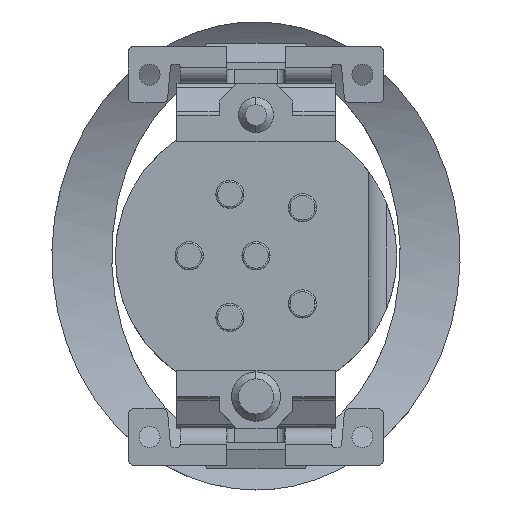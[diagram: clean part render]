
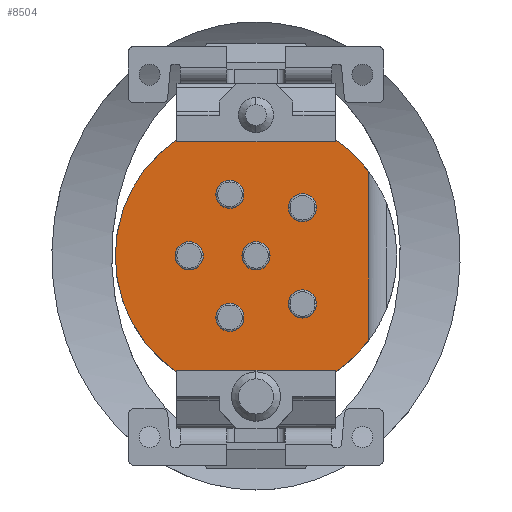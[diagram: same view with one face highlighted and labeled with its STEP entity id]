
A CAD part, top view. The second image highlights one B-rep face of the part: STEP entity #8504.
In plain terms, the highlighted planar face has unit normal (0, 0, 1).
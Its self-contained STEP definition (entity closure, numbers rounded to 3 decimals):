
#22=DIRECTION('',(0.,1.,0.));
#23=VECTOR('',#22,4.8);
#24=CARTESIAN_POINT('',(3.2,-2.4,-1.));
#25=LINE('',#24,#23);
#26=DIRECTION('',(0.,1.,0.));
#27=VECTOR('',#26,0.057);
#28=CARTESIAN_POINT('',(2.25,-3.307,-1.));
#29=LINE('',#28,#27);
#30=DIRECTION('',(-1.,0.,0.));
#31=VECTOR('',#30,4.5);
#32=CARTESIAN_POINT('',(2.25,-3.25,-1.));
#33=LINE('',#32,#31);
#34=DIRECTION('',(0.,1.,0.));
#35=VECTOR('',#34,0.057);
#36=CARTESIAN_POINT('',(-2.25,-3.307,-1.));
#37=LINE('',#36,#35);
#38=DIRECTION('',(0.,-1.,0.));
#39=VECTOR('',#38,0.057);
#40=CARTESIAN_POINT('',(-2.25,3.307,-1.));
#41=LINE('',#40,#39);
#42=DIRECTION('',(1.,0.,0.));
#43=VECTOR('',#42,4.5);
#44=CARTESIAN_POINT('',(-2.25,3.25,-1.));
#45=LINE('',#44,#43);
#46=DIRECTION('',(0.,-1.,0.));
#47=VECTOR('',#46,0.057);
#48=CARTESIAN_POINT('',(2.25,3.307,-1.));
#49=LINE('',#48,#47);
#50=CARTESIAN_POINT('',(1.32,1.367,-1.));
#51=DIRECTION('',(0.,0.,-1.));
#52=DIRECTION('',(1.,0.,0.));
#53=AXIS2_PLACEMENT_3D('',#50,#51,#52);
#55=CARTESIAN_POINT('',(1.32,1.367,-1.));
#56=DIRECTION('',(0.,0.,-1.));
#57=DIRECTION('',(-1.,0.,0.));
#58=AXIS2_PLACEMENT_3D('',#55,#56,#57);
#60=CARTESIAN_POINT('',(1.32,-1.367,-1.));
#61=DIRECTION('',(0.,0.,-1.));
#62=DIRECTION('',(1.,0.,0.));
#63=AXIS2_PLACEMENT_3D('',#60,#61,#62);
#65=CARTESIAN_POINT('',(1.32,-1.367,-1.));
#66=DIRECTION('',(0.,0.,-1.));
#67=DIRECTION('',(-1.,0.,0.));
#68=AXIS2_PLACEMENT_3D('',#65,#66,#67);
#70=CARTESIAN_POINT('',(-0.742,-1.749,-1.));
#71=DIRECTION('',(0.,0.,-1.));
#72=DIRECTION('',(1.,0.,0.));
#73=AXIS2_PLACEMENT_3D('',#70,#71,#72);
#75=CARTESIAN_POINT('',(-0.742,-1.749,-1.));
#76=DIRECTION('',(0.,0.,-1.));
#77=DIRECTION('',(-1.,0.,0.));
#78=AXIS2_PLACEMENT_3D('',#75,#76,#77);
#80=CARTESIAN_POINT('',(-1.9,0.,-1.));
#81=DIRECTION('',(0.,0.,-1.));
#82=DIRECTION('',(1.,0.,0.));
#83=AXIS2_PLACEMENT_3D('',#80,#81,#82);
#85=CARTESIAN_POINT('',(-1.9,0.,-1.));
#86=DIRECTION('',(0.,0.,-1.));
#87=DIRECTION('',(-1.,0.,0.));
#88=AXIS2_PLACEMENT_3D('',#85,#86,#87);
#90=CARTESIAN_POINT('',(-0.742,1.749,-1.));
#91=DIRECTION('',(0.,0.,-1.));
#92=DIRECTION('',(1.,0.,0.));
#93=AXIS2_PLACEMENT_3D('',#90,#91,#92);
#95=CARTESIAN_POINT('',(-0.742,1.749,-1.));
#96=DIRECTION('',(0.,0.,-1.));
#97=DIRECTION('',(-1.,0.,0.));
#98=AXIS2_PLACEMENT_3D('',#95,#96,#97);
#100=CARTESIAN_POINT('',(0.,0.,-1.));
#101=DIRECTION('',(0.,0.,-1.));
#102=DIRECTION('',(1.,0.,0.));
#103=AXIS2_PLACEMENT_3D('',#100,#101,#102);
#105=CARTESIAN_POINT('',(0.,0.,-1.));
#106=DIRECTION('',(0.,0.,-1.));
#107=DIRECTION('',(-1.,0.,0.));
#108=AXIS2_PLACEMENT_3D('',#105,#106,#107);
#141=CARTESIAN_POINT('',(0.,0.,-1.));
#142=DIRECTION('',(0.,0.,1.));
#143=DIRECTION('',(0.563,-0.827,0.));
#144=AXIS2_PLACEMENT_3D('',#141,#142,#143);
#188=CARTESIAN_POINT('',(0.,0.,-1.));
#189=DIRECTION('',(0.,0.,1.));
#190=DIRECTION('',(0.8,0.6,0.));
#191=AXIS2_PLACEMENT_3D('',#188,#189,#190);
#501=CARTESIAN_POINT('',(0.,0.,-1.));
#502=DIRECTION('',(0.,0.,-1.));
#503=DIRECTION('',(-0.563,-0.827,0.));
#504=AXIS2_PLACEMENT_3D('',#501,#502,#503);
#6746=CARTESIAN_POINT('',(2.25,-3.25,-1.));
#6747=CARTESIAN_POINT('',(-2.25,-3.25,-1.));
#6748=VERTEX_POINT('',#6746);
#6749=VERTEX_POINT('',#6747);
#6750=CARTESIAN_POINT('',(-2.25,3.25,-1.));
#6751=CARTESIAN_POINT('',(2.25,3.25,-1.));
#6752=VERTEX_POINT('',#6750);
#6753=VERTEX_POINT('',#6751);
#6754=CARTESIAN_POINT('',(-2.25,-3.307,-1.));
#6755=VERTEX_POINT('',#6754);
#6756=CARTESIAN_POINT('',(2.25,-3.307,-1.));
#6757=VERTEX_POINT('',#6756);
#6758=CARTESIAN_POINT('',(2.25,3.307,-1.));
#6759=VERTEX_POINT('',#6758);
#6760=CARTESIAN_POINT('',(-2.25,3.307,-1.));
#6761=VERTEX_POINT('',#6760);
#6778=CARTESIAN_POINT('',(3.2,-2.4,-1.));
#6779=CARTESIAN_POINT('',(3.2,2.4,-1.));
#6780=VERTEX_POINT('',#6778);
#6781=VERTEX_POINT('',#6779);
#8337=CARTESIAN_POINT('',(1.67,1.367,-1.));
#8338=CARTESIAN_POINT('',(0.97,1.367,-1.));
#8339=VERTEX_POINT('',#8337);
#8340=VERTEX_POINT('',#8338);
#8357=CARTESIAN_POINT('',(1.67,-1.367,-1.));
#8358=CARTESIAN_POINT('',(0.97,-1.367,-1.));
#8359=VERTEX_POINT('',#8357);
#8360=VERTEX_POINT('',#8358);
#8377=CARTESIAN_POINT('',(-0.392,-1.749,-1.));
#8378=CARTESIAN_POINT('',(-1.092,-1.749,-1.));
#8379=VERTEX_POINT('',#8377);
#8380=VERTEX_POINT('',#8378);
#8397=CARTESIAN_POINT('',(-1.55,0.,-1.));
#8398=CARTESIAN_POINT('',(-2.25,0.,-1.));
#8399=VERTEX_POINT('',#8397);
#8400=VERTEX_POINT('',#8398);
#8417=CARTESIAN_POINT('',(-0.392,1.749,-1.));
#8418=CARTESIAN_POINT('',(-1.092,1.749,-1.));
#8419=VERTEX_POINT('',#8417);
#8420=VERTEX_POINT('',#8418);
#8437=CARTESIAN_POINT('',(0.35,0.,-1.));
#8438=CARTESIAN_POINT('',(-0.35,0.,-1.));
#8439=VERTEX_POINT('',#8437);
#8440=VERTEX_POINT('',#8438);
#8441=CARTESIAN_POINT('',(0.,0.,-1.));
#8442=DIRECTION('',(0.,0.,1.));
#8443=DIRECTION('',(0.,1.,0.));
#8444=AXIS2_PLACEMENT_3D('',#8441,#8442,#8443);
#8445=PLANE('',#8444);
#8447=ORIENTED_EDGE('',*,*,#8446,.F.);
#8449=ORIENTED_EDGE('',*,*,#8448,.F.);
#8451=ORIENTED_EDGE('',*,*,#8450,.T.);
#8453=ORIENTED_EDGE('',*,*,#8452,.T.);
#8455=ORIENTED_EDGE('',*,*,#8454,.F.);
#8457=ORIENTED_EDGE('',*,*,#8456,.T.);
#8459=ORIENTED_EDGE('',*,*,#8458,.T.);
#8461=ORIENTED_EDGE('',*,*,#8460,.T.);
#8463=ORIENTED_EDGE('',*,*,#8462,.F.);
#8465=ORIENTED_EDGE('',*,*,#8464,.F.);
#8466=EDGE_LOOP('',(#8447,#8449,#8451,#8453,#8455,#8457,#8459,#8461,#8463,
#8465));
#8467=FACE_OUTER_BOUND('',#8466,.F.);
#8469=ORIENTED_EDGE('',*,*,#8468,.F.);
#8471=ORIENTED_EDGE('',*,*,#8470,.F.);
#8472=EDGE_LOOP('',(#8469,#8471));
#8473=FACE_BOUND('',#8472,.F.);
#8475=ORIENTED_EDGE('',*,*,#8474,.F.);
#8477=ORIENTED_EDGE('',*,*,#8476,.F.);
#8478=EDGE_LOOP('',(#8475,#8477));
#8479=FACE_BOUND('',#8478,.F.);
#8481=ORIENTED_EDGE('',*,*,#8480,.F.);
#8483=ORIENTED_EDGE('',*,*,#8482,.F.);
#8484=EDGE_LOOP('',(#8481,#8483));
#8485=FACE_BOUND('',#8484,.F.);
#8487=ORIENTED_EDGE('',*,*,#8486,.F.);
#8489=ORIENTED_EDGE('',*,*,#8488,.F.);
#8490=EDGE_LOOP('',(#8487,#8489));
#8491=FACE_BOUND('',#8490,.F.);
#8493=ORIENTED_EDGE('',*,*,#8492,.F.);
#8495=ORIENTED_EDGE('',*,*,#8494,.F.);
#8496=EDGE_LOOP('',(#8493,#8495));
#8497=FACE_BOUND('',#8496,.F.);
#8499=ORIENTED_EDGE('',*,*,#8498,.F.);
#8501=ORIENTED_EDGE('',*,*,#8500,.F.);
#8502=EDGE_LOOP('',(#8499,#8501));
#8503=FACE_BOUND('',#8502,.F.);
#54=CIRCLE('',#53,0.35);
#59=CIRCLE('',#58,0.35);
#64=CIRCLE('',#63,0.35);
#69=CIRCLE('',#68,0.35);
#74=CIRCLE('',#73,0.35);
#79=CIRCLE('',#78,0.35);
#84=CIRCLE('',#83,0.35);
#89=CIRCLE('',#88,0.35);
#94=CIRCLE('',#93,0.35);
#99=CIRCLE('',#98,0.35);
#104=CIRCLE('',#103,0.35);
#109=CIRCLE('',#108,0.35);
#145=CIRCLE('',#144,4.);
#192=CIRCLE('',#191,4.);
#505=CIRCLE('',#504,4.);
#8446=EDGE_CURVE('',#6780,#6781,#25,.T.);
#8448=EDGE_CURVE('',#6757,#6780,#145,.T.);
#8450=EDGE_CURVE('',#6757,#6748,#29,.T.);
#8452=EDGE_CURVE('',#6748,#6749,#33,.T.);
#8454=EDGE_CURVE('',#6755,#6749,#37,.T.);
#8456=EDGE_CURVE('',#6755,#6761,#505,.T.);
#8458=EDGE_CURVE('',#6761,#6752,#41,.T.);
#8460=EDGE_CURVE('',#6752,#6753,#45,.T.);
#8462=EDGE_CURVE('',#6759,#6753,#49,.T.);
#8464=EDGE_CURVE('',#6781,#6759,#192,.T.);
#8468=EDGE_CURVE('',#8339,#8340,#54,.T.);
#8470=EDGE_CURVE('',#8340,#8339,#59,.T.);
#8474=EDGE_CURVE('',#8359,#8360,#64,.T.);
#8476=EDGE_CURVE('',#8360,#8359,#69,.T.);
#8480=EDGE_CURVE('',#8379,#8380,#74,.T.);
#8482=EDGE_CURVE('',#8380,#8379,#79,.T.);
#8486=EDGE_CURVE('',#8399,#8400,#84,.T.);
#8488=EDGE_CURVE('',#8400,#8399,#89,.T.);
#8492=EDGE_CURVE('',#8419,#8420,#94,.T.);
#8494=EDGE_CURVE('',#8420,#8419,#99,.T.);
#8498=EDGE_CURVE('',#8439,#8440,#104,.T.);
#8500=EDGE_CURVE('',#8440,#8439,#109,.T.);
#8504=ADVANCED_FACE('',(#8467,#8473,#8479,#8485,#8491,#8497,#8503),#8445,.T.);
